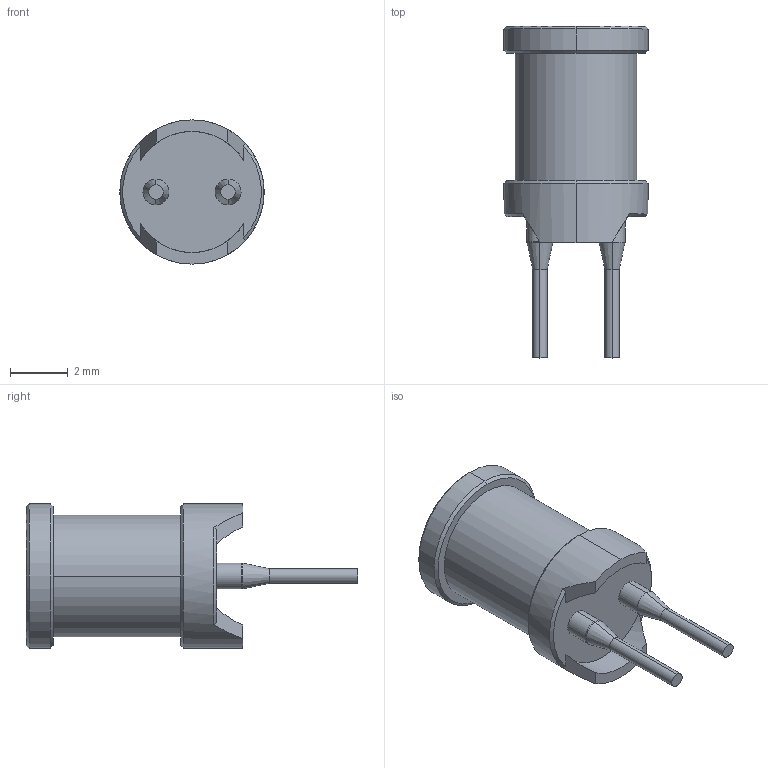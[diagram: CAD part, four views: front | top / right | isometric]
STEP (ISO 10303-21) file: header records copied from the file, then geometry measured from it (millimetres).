
FILE_DESCRIPTION (( 'STEP AP214' ), '1' );
FILE_NAME ('IL_SBCP47_D5L7.5S2.5LL4F0.5.STEP', '2018-06-26T21:01:01', ( '' ), ( '' ), 'SwSTEP 2.0', 'SolidWorks 2014', '' );
FILE_SCHEMA (( 'AUTOMOTIVE_DESIGN' ));
Length unit declared in the file: millimetre
Products named in the file (1): IL_SBCP47_D5L7.5S2.5LL4F0.5
Bounding box: 5 x 11.51 x 5 mm (x, y, z)
Volume: 109.3 mm3; surface area: 175.3 mm2
Topology: 4 solids, 4 shells, 101 faces, 250 edges, 162 vertices
Faces by surface type: plane 70, cylinder 17, cone 12, torus 2
Entity records: 3513 total; most frequent: CARTESIAN_POINT 550, ORIENTED_EDGE 500, DIRECTION 494, EDGE_CURVE 250, VECTOR 186, LINE 186, VERTEX_POINT 162, AXIS2_PLACEMENT_3D 154
